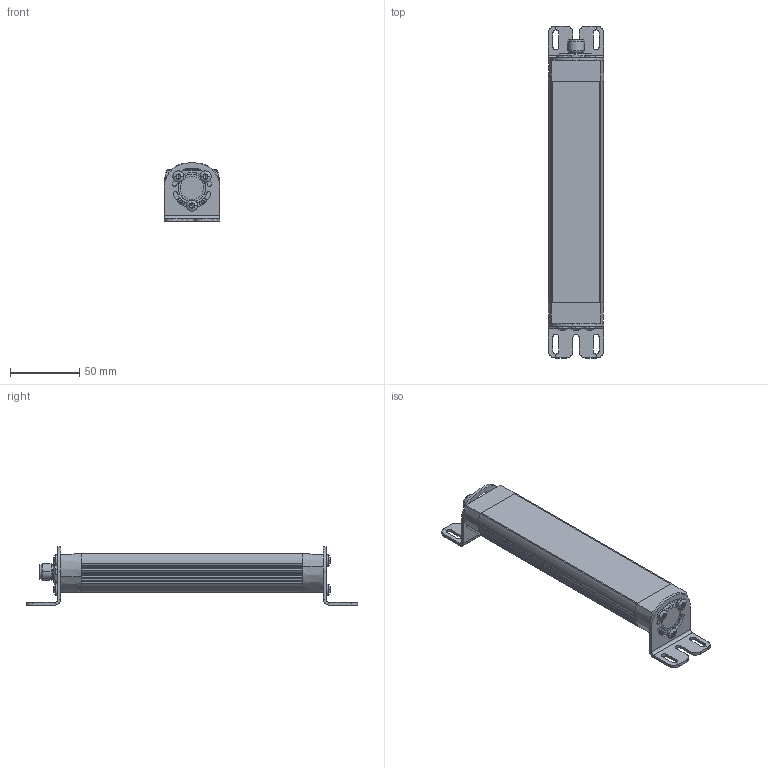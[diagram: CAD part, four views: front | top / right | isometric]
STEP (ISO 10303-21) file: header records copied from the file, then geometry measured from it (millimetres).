
FILE_DESCRIPTION(('CATIA V5 STEP Exchange','CAx-IF Rec.Pracs.--- Model Styling and Organization---1.5--- 2016-08-15','CAx-IF Rec.Pracs.---Supplemental Geometry---1.0---2011-11-01','CAx-IF Rec.Pracs.--- Composite Materials ---1.1---2010-07-15'),'2;1');
FILE_NAME ('1482998-1_0', '2025-08-20T06:02:33+00:00', ('none'), ('Weidmueller'), 'CATIA Version 5-6 Release 2024 SP4', 'CATIA V5 STEP AP214 v3', 'none');
FILE_SCHEMA(('AUTOMOTIVE_DESIGN { 1 0 10303 214 1 1 1 1 }'));
Length unit declared in the file: millimetre
Products named in the file (1): 2899210000
Bounding box: 40.01 x 240 x 42 mm (x, y, z)
Volume: 179052.3 mm3; surface area: 52144.9 mm2
Topology: 1 solids, 1 shells, 1204 faces, 3403 edges, 2161 vertices
Faces by surface type: cylinder 511, plane 382, cone 202, bspline 55, torus 38, sphere 16
Entity records: 42982 total; most frequent: CARTESIAN_POINT 13761, ORIENTED_EDGE 6742, DIRECTION 4543, EDGE_CURVE 3371, AXIS2_PLACEMENT_3D 2302, VERTEX_POINT 2161, EDGE_LOOP 1266, ADVANCED_FACE 1204
